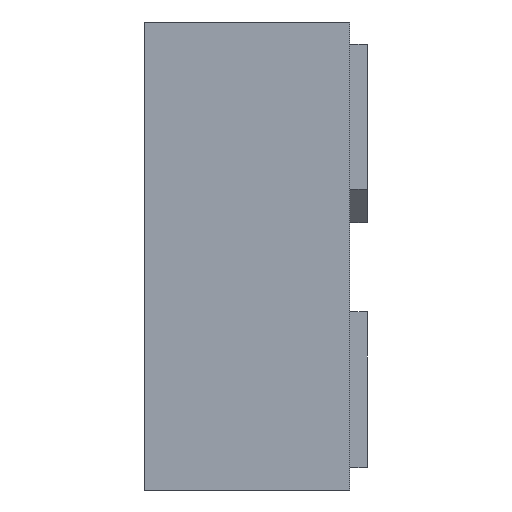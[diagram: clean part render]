
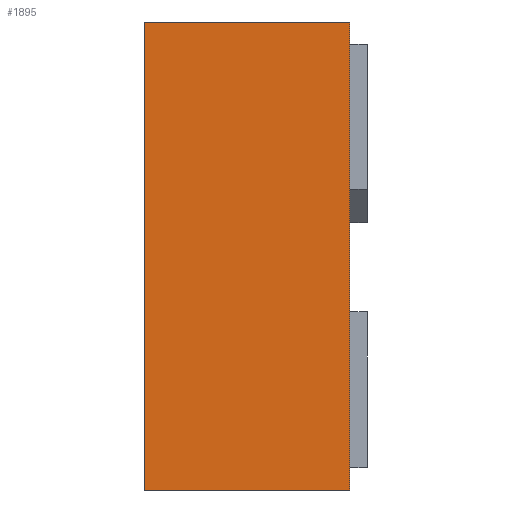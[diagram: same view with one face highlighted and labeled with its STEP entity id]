
A CAD part, left-side view. The second image highlights one B-rep face of the part: STEP entity #1895.
In plain terms, the highlighted planar face has unit normal (-1, 0, 0).
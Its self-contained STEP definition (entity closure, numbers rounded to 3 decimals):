
#92 = LINE ( 'NONE', #1690, #788 ) ;
#157 = ORIENTED_EDGE ( 'NONE', *, *, #2056, .T. ) ;
#165 = EDGE_CURVE ( 'NONE', #1385, #994, #288, .T. ) ;
#234 = PLANE ( 'NONE',  #1268 ) ;
#288 = LINE ( 'NONE', #1195, #718 ) ;
#364 = CARTESIAN_POINT ( 'NONE',  ( 0., 0.46, -1.05 ) ) ;
#413 = LINE ( 'NONE', #1935, #777 ) ;
#417 = DIRECTION ( 'NONE',  ( 0., 0., 1. ) ) ;
#512 = DIRECTION ( 'NONE',  ( 0., -1., 0. ) ) ;
#523 = EDGE_CURVE ( 'NONE', #1231, #1701, #2053, .T. ) ;
#571 = DIRECTION ( 'NONE',  ( 0., -1., 0. ) ) ;
#605 = ORIENTED_EDGE ( 'NONE', *, *, #523, .T. ) ;
#683 = DIRECTION ( 'NONE',  ( 0., 0., 1. ) ) ;
#698 = CARTESIAN_POINT ( 'NONE',  ( 0., 0., -1.05 ) ) ;
#718 = VECTOR ( 'NONE', #417, 1000. ) ;
#750 = EDGE_LOOP ( 'NONE', ( #605, #1514, #1164, #157 ) ) ;
#777 = VECTOR ( 'NONE', #512, 1000. ) ;
#788 = VECTOR ( 'NONE', #571, 1000. ) ;
#794 = CARTESIAN_POINT ( 'NONE',  ( 0., 0., 0. ) ) ;
#875 = DIRECTION ( 'NONE',  ( 1., 0., 0. ) ) ;
#994 = VERTEX_POINT ( 'NONE', #1220 ) ;
#1160 = CARTESIAN_POINT ( 'NONE',  ( 0., 0., 0. ) ) ;
#1164 = ORIENTED_EDGE ( 'NONE', *, *, #165, .F. ) ;
#1195 = CARTESIAN_POINT ( 'NONE',  ( 0., 0.46, 0. ) ) ;
#1220 = CARTESIAN_POINT ( 'NONE',  ( 0., 0.46, 0. ) ) ;
#1231 = VERTEX_POINT ( 'NONE', #698 ) ;
#1268 = AXIS2_PLACEMENT_3D ( 'NONE', #1824, #875, #1989 ) ;
#1385 = VERTEX_POINT ( 'NONE', #364 ) ;
#1514 = ORIENTED_EDGE ( 'NONE', *, *, #1595, .F. ) ;
#1529 = FACE_OUTER_BOUND ( 'NONE', #750, .T. ) ;
#1595 = EDGE_CURVE ( 'NONE', #994, #1701, #413, .T. ) ;
#1690 = CARTESIAN_POINT ( 'NONE',  ( 0., 0.46, -1.05 ) ) ;
#1701 = VERTEX_POINT ( 'NONE', #794 ) ;
#1824 = CARTESIAN_POINT ( 'NONE',  ( 0., 0.46, 0. ) ) ;
#1895 = ADVANCED_FACE ( 'NONE', ( #1529 ), #234, .F. ) ;
#1935 = CARTESIAN_POINT ( 'NONE',  ( 0., 0.46, 0. ) ) ;
#1989 = DIRECTION ( 'NONE',  ( 0., 0., -1. ) ) ;
#2005 = VECTOR ( 'NONE', #683, 1000. ) ;
#2053 = LINE ( 'NONE', #1160, #2005 ) ;
#2056 = EDGE_CURVE ( 'NONE', #1385, #1231, #92, .T. ) ;
